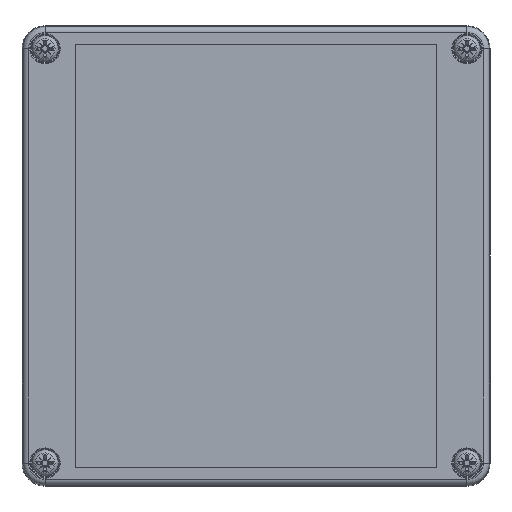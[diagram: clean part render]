
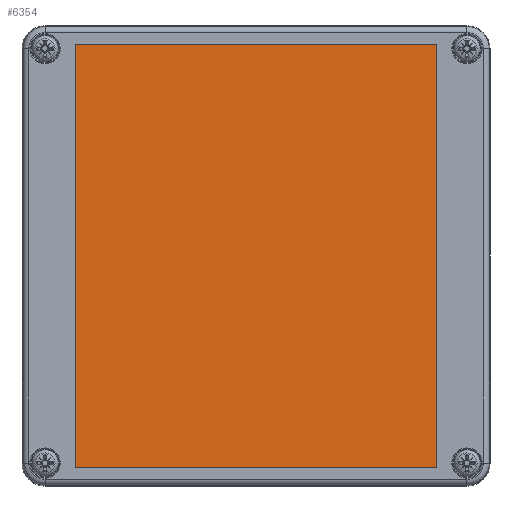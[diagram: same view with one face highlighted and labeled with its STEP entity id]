
A CAD part, top view. The second image highlights one B-rep face of the part: STEP entity #6354.
In plain terms, the highlighted face is planar.
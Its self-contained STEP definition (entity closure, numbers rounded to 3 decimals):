
#6224=CARTESIAN_POINT('',(47.108,55.058,-14.1));
#6225=VERTEX_POINT('',#6224);
#6226=CARTESIAN_POINT('',(47.108,-55.058,-14.1));
#6227=VERTEX_POINT('',#6226);
#6228=CARTESIAN_POINT('',(47.108,55.058,-14.1));
#6229=DIRECTION('',(0.0,-1.0,0.0));
#6230=VECTOR('',#6229,110.116);
#6231=LINE('',#6228,#6230);
#6232=EDGE_CURVE('',#6225,#6227,#6231,.T.);
#6264=CARTESIAN_POINT('',(-47.108,-55.058,-14.1));
#6265=VERTEX_POINT('',#6264);
#6266=CARTESIAN_POINT('',(47.108,-55.058,-14.1));
#6267=DIRECTION('',(-1.0,0.0,0.0));
#6268=VECTOR('',#6267,94.216);
#6269=LINE('',#6266,#6268);
#6270=EDGE_CURVE('',#6227,#6265,#6269,.T.);
#6295=CARTESIAN_POINT('',(-47.108,55.058,-14.1));
#6296=VERTEX_POINT('',#6295);
#6297=CARTESIAN_POINT('',(-47.108,-55.058,-14.1));
#6298=DIRECTION('',(0.0,1.0,0.0));
#6299=VECTOR('',#6298,110.116);
#6300=LINE('',#6297,#6299);
#6301=EDGE_CURVE('',#6265,#6296,#6300,.T.);
#6326=CARTESIAN_POINT('',(-47.108,55.058,-14.1));
#6327=DIRECTION('',(1.0,0.0,0.0));
#6328=VECTOR('',#6327,94.216);
#6329=LINE('',#6326,#6328);
#6330=EDGE_CURVE('',#6296,#6225,#6329,.T.);
#6343=CARTESIAN_POINT('',(0.,0.0,-14.1));
#6344=DIRECTION('',(0.0,0.0,1.0));
#6345=DIRECTION('',(1.0,0.0,0.0));
#6346=AXIS2_PLACEMENT_3D('',#6343,#6344,#6345);
#6347=PLANE('',#6346);
#6348=ORIENTED_EDGE('',*,*,#6232,.T.);
#6349=ORIENTED_EDGE('',*,*,#6270,.T.);
#6350=ORIENTED_EDGE('',*,*,#6301,.T.);
#6351=ORIENTED_EDGE('',*,*,#6330,.T.);
#6352=EDGE_LOOP('',(#6348,#6349,#6350,#6351));
#6353=FACE_OUTER_BOUND('',#6352,.T.);
#6354=ADVANCED_FACE('',(#6353),#6347,.F.);
